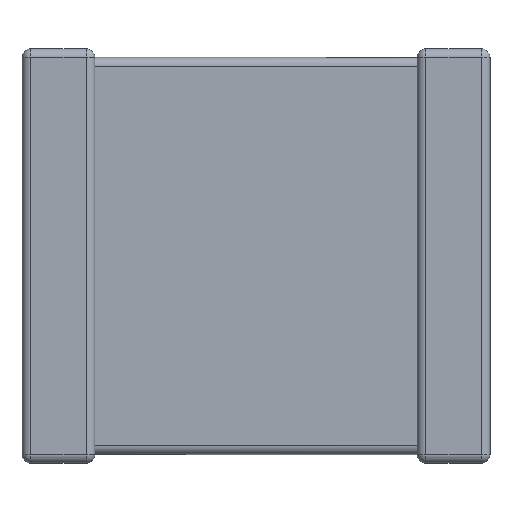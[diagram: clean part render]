
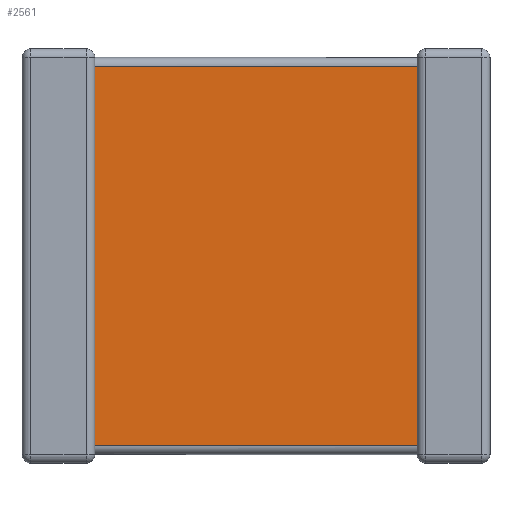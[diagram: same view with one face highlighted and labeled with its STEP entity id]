
A CAD part, front view. The second image highlights one B-rep face of the part: STEP entity #2561.
In plain terms, the highlighted planar face has unit normal (0, -1, 0).
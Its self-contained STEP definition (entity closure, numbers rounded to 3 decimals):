
#448 = LINE ( 'NONE', #3908, #1073 ) ;
#620 = VECTOR ( 'NONE', #3593, 1000. ) ;
#662 = FACE_OUTER_BOUND ( 'NONE', #1863, .T. ) ;
#728 = PLANE ( 'NONE',  #3932 ) ;
#747 = CARTESIAN_POINT ( 'NONE',  ( 0.95, 0.112, -5.4 ) ) ;
#1073 = VECTOR ( 'NONE', #3955, 1000. ) ;
#1135 = VERTEX_POINT ( 'NONE', #1936 ) ;
#1364 = CARTESIAN_POINT ( 'NONE',  ( 0.95, 0.112, -0.225 ) ) ;
#1442 = DIRECTION ( 'NONE',  ( 1., 0., 0. ) ) ;
#1448 = CARTESIAN_POINT ( 'NONE',  ( 0.95, 0.112, -5.4 ) ) ;
#1480 = DIRECTION ( 'NONE',  ( 0., 0., -1. ) ) ;
#1510 = EDGE_CURVE ( 'NONE', #2735, #2872, #448, .T. ) ;
#1553 = EDGE_CURVE ( 'NONE', #1135, #2872, #4131, .T. ) ;
#1772 = ORIENTED_EDGE ( 'NONE', *, *, #3601, .T. ) ;
#1863 = EDGE_LOOP ( 'NONE', ( #3394, #1772, #2166, #3847 ) ) ;
#1896 = VECTOR ( 'NONE', #4222, 1000. ) ;
#1936 = CARTESIAN_POINT ( 'NONE',  ( 0.95, 0.112, -5.175 ) ) ;
#2073 = CARTESIAN_POINT ( 'NONE',  ( 5.15, 0.112, -5.4 ) ) ;
#2166 = ORIENTED_EDGE ( 'NONE', *, *, #3388, .T. ) ;
#2561 = ADVANCED_FACE ( 'NONE', ( #662 ), #728, .T. ) ;
#2735 = VERTEX_POINT ( 'NONE', #3181 ) ;
#2850 = CARTESIAN_POINT ( 'NONE',  ( 5.15, 0.112, -5.175 ) ) ;
#2872 = VERTEX_POINT ( 'NONE', #1364 ) ;
#3134 = LINE ( 'NONE', #2073, #1896 ) ;
#3181 = CARTESIAN_POINT ( 'NONE',  ( 5.15, 0.112, -0.225 ) ) ;
#3388 = EDGE_CURVE ( 'NONE', #3665, #2735, #3134, .T. ) ;
#3394 = ORIENTED_EDGE ( 'NONE', *, *, #1553, .F. ) ;
#3593 = DIRECTION ( 'NONE',  ( 0., 0., 1. ) ) ;
#3601 = EDGE_CURVE ( 'NONE', #1135, #3665, #3933, .T. ) ;
#3626 = DIRECTION ( 'NONE',  ( 0., -1., 0. ) ) ;
#3665 = VERTEX_POINT ( 'NONE', #4032 ) ;
#3847 = ORIENTED_EDGE ( 'NONE', *, *, #1510, .T. ) ;
#3908 = CARTESIAN_POINT ( 'NONE',  ( 0.95, 0.112, -0.225 ) ) ;
#3932 = AXIS2_PLACEMENT_3D ( 'NONE', #1448, #3626, #1480 ) ;
#3933 = LINE ( 'NONE', #2850, #4549 ) ;
#3955 = DIRECTION ( 'NONE',  ( -1., 0., 0. ) ) ;
#4032 = CARTESIAN_POINT ( 'NONE',  ( 5.15, 0.112, -5.175 ) ) ;
#4131 = LINE ( 'NONE', #747, #620 ) ;
#4222 = DIRECTION ( 'NONE',  ( 0., 0., 1. ) ) ;
#4549 = VECTOR ( 'NONE', #1442, 1000. ) ;
